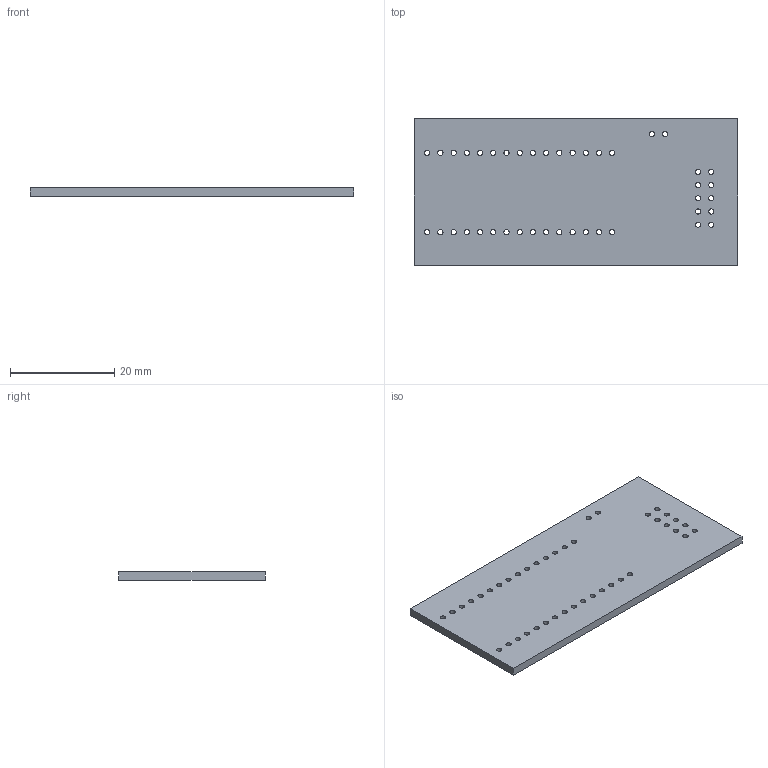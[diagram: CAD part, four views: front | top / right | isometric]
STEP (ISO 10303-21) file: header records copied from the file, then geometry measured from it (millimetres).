
FILE_DESCRIPTION(('KiCad electronic assembly'),'2;1');
FILE_NAME('ArduinoNanoISP.step','2022-03-06T13:00:46',('Pcbnew'),( 'Kicad'),'Open CASCADE STEP processor 7.5','KiCad to STEP converter' ,'Unknown');
FILE_SCHEMA(('AUTOMOTIVE_DESIGN { 1 0 10303 214 1 1 1 1 }'));
Length unit declared in the file: millimetre
Products named in the file (2): ArduinoNanoISP 1; ArduinoNanoISP PCB
Assembly tree (1 placements, depth 2):
  ArduinoNanoISP 1
    ArduinoNanoISP PCB
Bounding box: 62.12 x 28.12 x 1.6 mm (x, y, z)
Volume: 2742.8 mm3; surface area: 3928.5 mm2
Topology: 1 solids, 1 shells, 48 faces, 138 edges, 92 vertices
Faces by surface type: cylinder 42, plane 6
Full cylindrical faces by diameter (mm): 1 x42
Entity records: 3635 total; most frequent: DIRECTION 598, CARTESIAN_POINT 556, ORIENTED_EDGE 276, PCURVE 276, DEFINITIONAL_REPRESENTATION 276, LINE 246, VECTOR 246, CIRCLE 168
